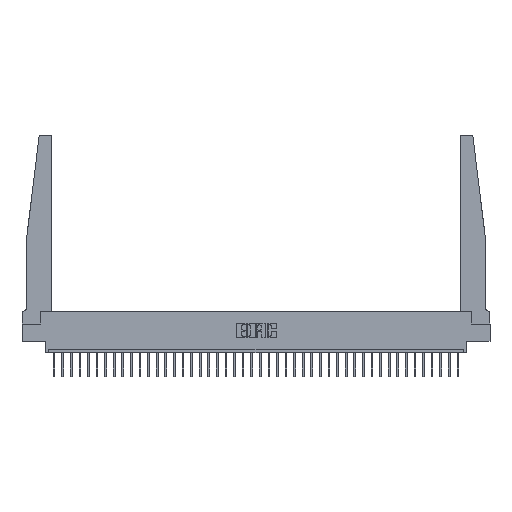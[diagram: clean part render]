
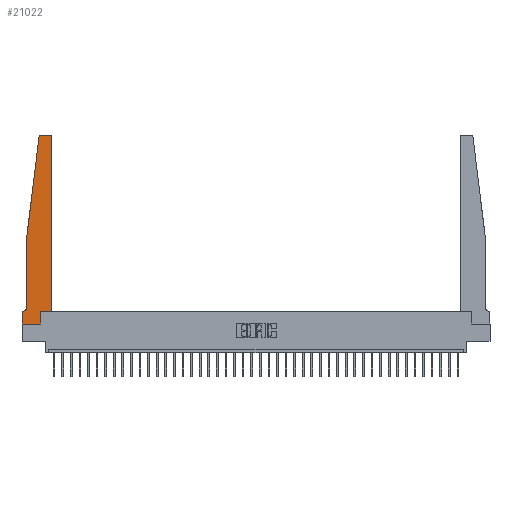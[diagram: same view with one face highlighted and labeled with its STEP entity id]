
A CAD part, top view. The second image highlights one B-rep face of the part: STEP entity #21022.
In plain terms, the highlighted planar face has unit normal (0, 0, 1).
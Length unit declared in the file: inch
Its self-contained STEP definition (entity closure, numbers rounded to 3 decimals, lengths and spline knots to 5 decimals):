
#266 = DIRECTION ( 'NONE',  ( 0., -1., 0. ) ) ;
#311 = DIRECTION ( 'NONE',  ( -1., 0., 0. ) ) ;
#954 = CARTESIAN_POINT ( 'NONE',  ( 0.27653, 2.72, 0.37 ) ) ;
#1218 = ORIENTED_EDGE ( 'NONE', *, *, #30365, .T. ) ;
#1398 = CARTESIAN_POINT ( 'NONE',  ( 0.065, 1.25, 0.37 ) ) ;
#1593 = ORIENTED_EDGE ( 'NONE', *, *, #12832, .T. ) ;
#2153 = EDGE_CURVE ( 'NONE', #15920, #11168, #27257, .T. ) ;
#2524 = VERTEX_POINT ( 'NONE', #13264 ) ;
#2658 = VECTOR ( 'NONE', #5631, 39.37008 ) ;
#2724 = CARTESIAN_POINT ( 'NONE',  ( 0.015, 0.2375, 0.37 ) ) ;
#3715 = DIRECTION ( 'NONE',  ( 0., 0., 1. ) ) ;
#3862 = CARTESIAN_POINT ( 'NONE',  ( 0.25, 2.75, 0.37 ) ) ;
#4285 = AXIS2_PLACEMENT_3D ( 'NONE', #954, #3715, #11512 ) ;
#4453 = VECTOR ( 'NONE', #17144, 39.37008 ) ;
#4673 = VECTOR ( 'NONE', #26074, 39.37008 ) ;
#4910 = DIRECTION ( 'NONE',  ( 1., 0., 0. ) ) ;
#5021 = ORIENTED_EDGE ( 'NONE', *, *, #12478, .T. ) ;
#5380 = CARTESIAN_POINT ( 'NONE',  ( 0.065, 0.1875, 0.37 ) ) ;
#5483 = EDGE_CURVE ( 'NONE', #18780, #7096, #21608, .T. ) ;
#5631 = DIRECTION ( 'NONE',  ( 0., 1., 0. ) ) ;
#5961 = CARTESIAN_POINT ( 'NONE',  ( 0.425, 0.18, 0.37 ) ) ;
#6518 = CARTESIAN_POINT ( 'NONE',  ( 0.395, 2.75, 0.37 ) ) ;
#6619 = DIRECTION ( 'NONE',  ( 0., 0., 1. ) ) ;
#6858 = ORIENTED_EDGE ( 'NONE', *, *, #24962, .T. ) ;
#7054 = CIRCLE ( 'NONE', #4285, 0.03 ) ;
#7096 = VERTEX_POINT ( 'NONE', #8170 ) ;
#7858 = DIRECTION ( 'NONE',  ( 0., -1., 0. ) ) ;
#7944 = VECTOR ( 'NONE', #18609, 39.37008 ) ;
#7960 = DIRECTION ( 'NONE',  ( -0.122, -0.992, 0. ) ) ;
#8170 = CARTESIAN_POINT ( 'NONE',  ( 0.425, 2.72, 0.37 ) ) ;
#8266 = ORIENTED_EDGE ( 'NONE', *, *, #26673, .T. ) ;
#9036 = DIRECTION ( 'NONE',  ( 0., 1., 0. ) ) ;
#9404 = DIRECTION ( 'NONE',  ( -1., 0., 0. ) ) ;
#10107 = FACE_OUTER_BOUND ( 'NONE', #20164, .T. ) ;
#10684 = VERTEX_POINT ( 'NONE', #11527 ) ;
#10917 = CARTESIAN_POINT ( 'NONE',  ( 0.065, 0.2375, 0.37 ) ) ;
#11168 = VERTEX_POINT ( 'NONE', #29593 ) ;
#11309 = ORIENTED_EDGE ( 'NONE', *, *, #12529, .T. ) ;
#11512 = DIRECTION ( 'NONE',  ( 1., 0., 0. ) ) ;
#11527 = CARTESIAN_POINT ( 'NONE',  ( 0.24675, 2.72367, 0.37 ) ) ;
#11723 = CARTESIAN_POINT ( 'NONE',  ( 0., 0.1875, 0.37 ) ) ;
#11817 = CARTESIAN_POINT ( 'NONE',  ( 0.395, 2.72, 0.37 ) ) ;
#12478 = EDGE_CURVE ( 'NONE', #16900, #24286, #19183, .T. ) ;
#12529 = EDGE_CURVE ( 'NONE', #20264, #2524, #30274, .T. ) ;
#12820 = VECTOR ( 'NONE', #9404, 39.37008 ) ;
#12832 = EDGE_CURVE ( 'NONE', #10684, #21339, #34215, .T. ) ;
#13264 = CARTESIAN_POINT ( 'NONE',  ( 0.27653, 2.75, 0.37 ) ) ;
#14344 = CARTESIAN_POINT ( 'NONE',  ( 0.425, 0.18, 0.37 ) ) ;
#14428 = CARTESIAN_POINT ( 'NONE',  ( 0.425, 0.18, 0.37 ) ) ;
#15789 = EDGE_CURVE ( 'NONE', #11168, #16900, #29525, .T. ) ;
#15920 = VERTEX_POINT ( 'NONE', #10917 ) ;
#16020 = LINE ( 'NONE', #21084, #23156 ) ;
#16199 = VERTEX_POINT ( 'NONE', #33969 ) ;
#16900 = VERTEX_POINT ( 'NONE', #11723 ) ;
#17144 = DIRECTION ( 'NONE',  ( 1., 0., 0. ) ) ;
#17298 = EDGE_CURVE ( 'NONE', #24286, #16199, #23115, .T. ) ;
#17734 = CARTESIAN_POINT ( 'NONE',  ( 0., 0., 0.37 ) ) ;
#17832 = AXIS2_PLACEMENT_3D ( 'NONE', #2724, #22749, #311 ) ;
#17915 = ORIENTED_EDGE ( 'NONE', *, *, #17298, .T. ) ;
#18594 = CARTESIAN_POINT ( 'NONE',  ( 0.065, 1.25, 0.37 ) ) ;
#18609 = DIRECTION ( 'NONE',  ( -1., 0., 0. ) ) ;
#18780 = VERTEX_POINT ( 'NONE', #14428 ) ;
#18785 = LINE ( 'NONE', #14344, #4453 ) ;
#19183 = LINE ( 'NONE', #29757, #21187 ) ;
#20164 = EDGE_LOOP ( 'NONE', ( #11309, #25823, #1593, #6858, #27395, #22366, #5021, #17915, #33959, #1218, #20592, #8266 ) ) ;
#20264 = VERTEX_POINT ( 'NONE', #6518 ) ;
#20592 = ORIENTED_EDGE ( 'NONE', *, *, #5483, .T. ) ;
#20934 = VERTEX_POINT ( 'NONE', #27866 ) ;
#21022 = ADVANCED_FACE ( 'NONE', ( #10107 ), #26290, .T. ) ;
#21084 = CARTESIAN_POINT ( 'NONE',  ( 0.065, 1.25, 0.37 ) ) ;
#21187 = VECTOR ( 'NONE', #266, 39.37008 ) ;
#21339 = VERTEX_POINT ( 'NONE', #1398 ) ;
#21608 = LINE ( 'NONE', #5961, #2658 ) ;
#22366 = ORIENTED_EDGE ( 'NONE', *, *, #15789, .T. ) ;
#22749 = DIRECTION ( 'NONE',  ( 0., 0., -1. ) ) ;
#23115 = LINE ( 'NONE', #17734, #4673 ) ;
#23156 = VECTOR ( 'NONE', #7858, 39.37008 ) ;
#23738 = AXIS2_PLACEMENT_3D ( 'NONE', #29062, #29228, #4910 ) ;
#24286 = VERTEX_POINT ( 'NONE', #32273 ) ;
#24698 = EDGE_CURVE ( 'NONE', #2524, #10684, #7054, .T. ) ;
#24962 = EDGE_CURVE ( 'NONE', #21339, #15920, #16020, .T. ) ;
#25003 = VECTOR ( 'NONE', #9036, 39.37008 ) ;
#25217 = LINE ( 'NONE', #28168, #25003 ) ;
#25823 = ORIENTED_EDGE ( 'NONE', *, *, #24698, .T. ) ;
#26074 = DIRECTION ( 'NONE',  ( 1., 0., 0. ) ) ;
#26197 = VECTOR ( 'NONE', #7960, 39.37008 ) ;
#26290 = PLANE ( 'NONE',  #23738 ) ;
#26673 = EDGE_CURVE ( 'NONE', #7096, #20264, #33224, .T. ) ;
#27257 = CIRCLE ( 'NONE', #17832, 0.05 ) ;
#27395 = ORIENTED_EDGE ( 'NONE', *, *, #2153, .T. ) ;
#27866 = CARTESIAN_POINT ( 'NONE',  ( 0.2605, 0.18, 0.37 ) ) ;
#28168 = CARTESIAN_POINT ( 'NONE',  ( 0.2605, 0.18, 0.37 ) ) ;
#28814 = AXIS2_PLACEMENT_3D ( 'NONE', #11817, #6619, #30767 ) ;
#29062 = CARTESIAN_POINT ( 'NONE',  ( 0., 0.1875, 0.37 ) ) ;
#29228 = DIRECTION ( 'NONE',  ( 0., 0., 1. ) ) ;
#29525 = LINE ( 'NONE', #5380, #7944 ) ;
#29593 = CARTESIAN_POINT ( 'NONE',  ( 0.015, 0.1875, 0.37 ) ) ;
#29757 = CARTESIAN_POINT ( 'NONE',  ( 0., 0., 0.37 ) ) ;
#30008 = EDGE_CURVE ( 'NONE', #16199, #20934, #25217, .T. ) ;
#30274 = LINE ( 'NONE', #3862, #12820 ) ;
#30365 = EDGE_CURVE ( 'NONE', #20934, #18780, #18785, .T. ) ;
#30767 = DIRECTION ( 'NONE',  ( 1., 0., 0. ) ) ;
#32273 = CARTESIAN_POINT ( 'NONE',  ( 0., 0., 0.37 ) ) ;
#33224 = CIRCLE ( 'NONE', #28814, 0.03 ) ;
#33959 = ORIENTED_EDGE ( 'NONE', *, *, #30008, .T. ) ;
#33969 = CARTESIAN_POINT ( 'NONE',  ( 0.2605, 0., 0.37 ) ) ;
#34215 = LINE ( 'NONE', #18594, #26197 ) ;
